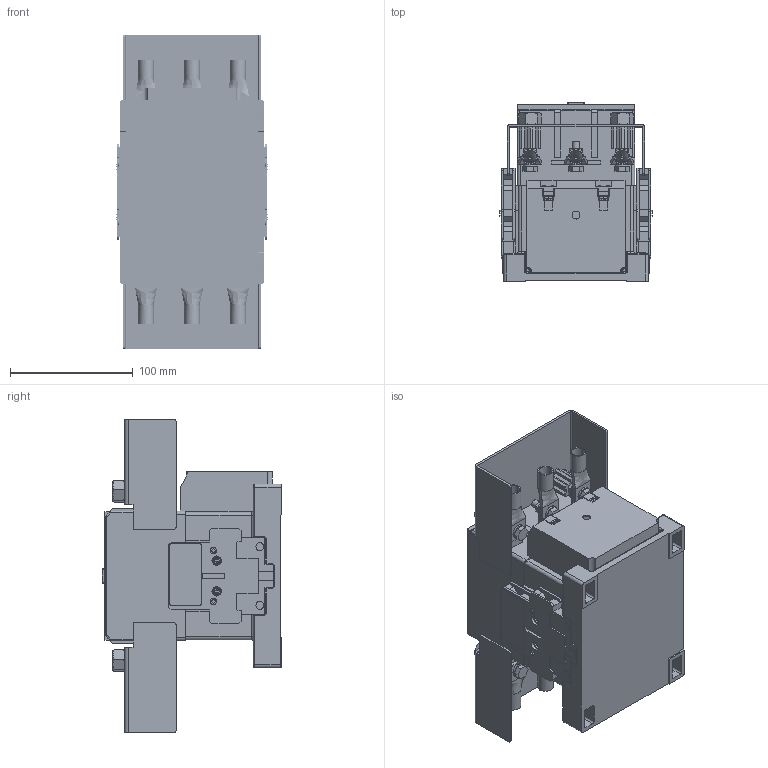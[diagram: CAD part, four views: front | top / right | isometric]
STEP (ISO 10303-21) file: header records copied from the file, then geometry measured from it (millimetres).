
FILE_DESCRIPTION((''),'2;1');
FILE_NAME('CEM112_E-CEM150_E_BMP_ETI_ASM_ASM','2018-05-14T',('luka.skrinjar'),('Audax d.o.o.'),'CREO PARAMETRIC BY PTC INC, 2016050','CREO PARAMETRIC BY PTC INC, 2016050','');
FILE_SCHEMA(('AUTOMOTIVE_DESIGN { 1 0 10303 214 1 1 1 1 }'));
Products named in the file (36): CEM112_E-CEM150_E_BMP_ETI_ASM_2; CEM112_E-CEM150_E_BMP_ETI_ASM_3; CEM112_E-CEM150_E_BMP_ETI_ASM_4; CEM112_E-CEM150_E_BMP_ETI_ASM_5; CEM112_E-CEM150_E_BMP_ETI_ASM_6; CEM112_E-CEM150_E_BMP_ETI_ASM_7; CEM112_E-CEM150_E_BMP_ETI_ASM_8; CEM112_E-CEM150_E_BMP_ETI_ASM_9; CEM112_E-CEM150_E_BMP_ETI_AS_10; CEM112_E-CEM150_E_BMP_ETI_AS_11; CEM112_E-CEM150_E_BMP_ETI_AS_12; CEM112_E-CEM150_E_BMP_ETI_AS_13; CEM112_E-CEM150_E_BMP_ETI_AS_14; CEM112_E-CEM150_E_BMP_ETI_AS_15; CEM112_E-CEM150_E_BMP_ETI_AS_16; CEM112_E-CEM150_E_BMP_ETI_AS_17; CEM112_E-CEM150_E_BMP_ETI_AS_18; CEM112_E-CEM150_E_BMP_ETI_AS_19; CEM112_E-CEM150_E_BMP_ETI_A_20; CEM112_E-CEM150_E_BMP_ETI_A_21; CEM112_E-CEM150_E_BMP_ETI_A_22; CEM112_E-CEM150_E_BMP_ETI_A_23; CEM112_E-CEM150_E_BMP_ETI_A_24; CEM112_E-CEM150_E_BMP_ETI_A_25; CEM112_E-CEM150_E_BMP_ETI_A_26; CEM112_E-CEM150_E_BMP_ETI_A_27; CEM112_E-CEM150_E_BMP_ETI_A_28; CEM112_E-CEM150_E_BMP_ETI_A_29; CEM112_E-CEM150_E_BMP_ETI__30; CEM112_E-CEM150_E_BMP_ETI__31; CEM112_E-CEM150_E_BMP_ETI__32; CEM112_E-CEM150_E_BMP_ETI__33; CEM112_E-CEM150_E_BMP_ETI__34; CEM112_E-CEM150_E_BMP_ETI__35; CEM112_E-CEM150_E_BMP_ETI_ASM_1_ASM; CEM112_E-CEM150_E_BMP_ETI_ASM_ASM
Assembly tree (35 placements, depth 3):
  CEM112_E-CEM150_E_BMP_ETI_ASM_ASM
    CEM112_E-CEM150_E_BMP_ETI_ASM_1_ASM
      CEM112_E-CEM150_E_BMP_ETI_ASM_2
      CEM112_E-CEM150_E_BMP_ETI_ASM_3
      CEM112_E-CEM150_E_BMP_ETI_ASM_4
      CEM112_E-CEM150_E_BMP_ETI_ASM_5
      CEM112_E-CEM150_E_BMP_ETI_ASM_6
      CEM112_E-CEM150_E_BMP_ETI_ASM_7
      CEM112_E-CEM150_E_BMP_ETI_ASM_8
      CEM112_E-CEM150_E_BMP_ETI_ASM_9
      CEM112_E-CEM150_E_BMP_ETI_AS_10
      CEM112_E-CEM150_E_BMP_ETI_AS_11
      CEM112_E-CEM150_E_BMP_ETI_AS_12
      CEM112_E-CEM150_E_BMP_ETI_AS_13
      CEM112_E-CEM150_E_BMP_ETI_AS_14
      CEM112_E-CEM150_E_BMP_ETI_AS_15
      CEM112_E-CEM150_E_BMP_ETI_AS_16
      CEM112_E-CEM150_E_BMP_ETI_AS_17
      CEM112_E-CEM150_E_BMP_ETI_AS_18
      CEM112_E-CEM150_E_BMP_ETI_AS_19
      CEM112_E-CEM150_E_BMP_ETI_A_20
      CEM112_E-CEM150_E_BMP_ETI_A_21
      CEM112_E-CEM150_E_BMP_ETI_A_22
      CEM112_E-CEM150_E_BMP_ETI_A_23
      CEM112_E-CEM150_E_BMP_ETI_A_24
      CEM112_E-CEM150_E_BMP_ETI_A_25
      CEM112_E-CEM150_E_BMP_ETI_A_26
      CEM112_E-CEM150_E_BMP_ETI_A_27
      CEM112_E-CEM150_E_BMP_ETI_A_28
      CEM112_E-CEM150_E_BMP_ETI_A_29
      CEM112_E-CEM150_E_BMP_ETI__30
      CEM112_E-CEM150_E_BMP_ETI__31
      CEM112_E-CEM150_E_BMP_ETI__32
      CEM112_E-CEM150_E_BMP_ETI__33
      CEM112_E-CEM150_E_BMP_ETI__34
      CEM112_E-CEM150_E_BMP_ETI__35
Bounding box: 124.2 x 146 x 256 mm (x, y, z)
Volume: 82383.9 mm3; surface area: 286720.9 mm2
Topology: 28 solids, 55 shells, 4424 faces, 12151 edges, 7838 vertices
Faces by surface type: plane 2456, cylinder 1046, cone 438, bspline 368, torus 62, sphere 54
Entity records: 213408 total; most frequent: CARTESIAN_POINT 103032, ORIENTED_EDGE 23942, DIRECTION 20085, EDGE_CURVE 12073, VERTEX_POINT 7834, AXIS2_PLACEMENT_3D 6743, VECTOR 6599, LINE 6599
